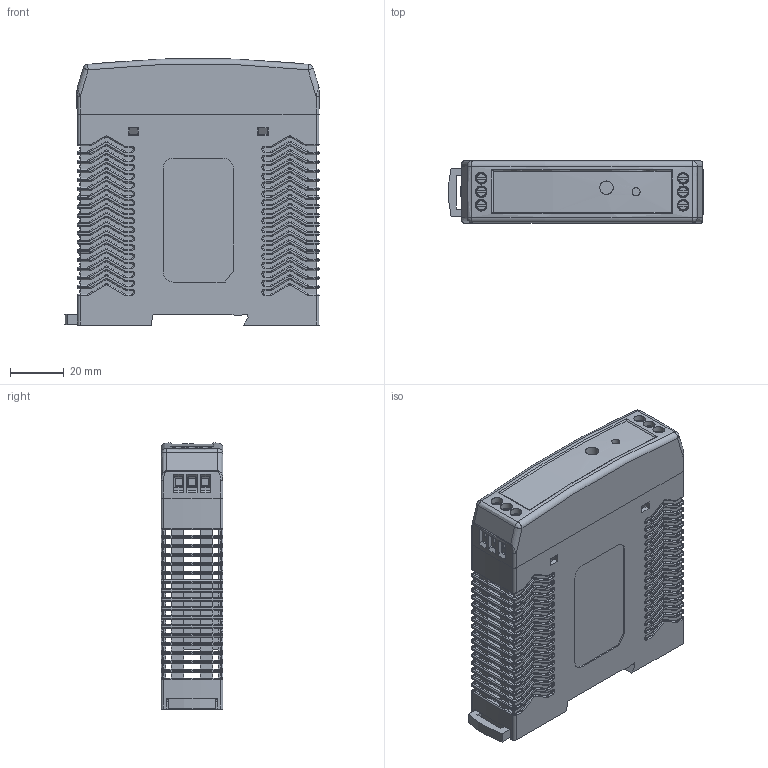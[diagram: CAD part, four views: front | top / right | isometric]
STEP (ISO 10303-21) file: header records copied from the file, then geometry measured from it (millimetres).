
FILE_DESCRIPTION(/* description */ (''),/* implementation_level */ '2;1');
FILE_NAME(/* name */ 'MGR010&20.stp',/* time_stamp */ '2023-07-21T14:25:15+08:00',/* author */ (''),/* organization */ (''),/* preprocessor_version */ 'ST-DEVELOPER v19.3',/* originating_system */ 'SIEMENS PLM Software NX2212.3001',/* authorisation */ '');
FILE_SCHEMA (('AP203_CONFIGURATION_CONTROLLED_3D_DESIGN_OF_MECHANICAL_PARTS_AND_ASSEMBLIES_MIM_LF { 1 0 10303 403 2 1 2}'));
Products named in the file (7): MGR010&020P02电路板; A01J1DZP0000034; A04SJKK00000003; A04SJSJK0000001; A04SJSJK0000002; MGR010&20电路板装配_MODEL; MGR010&20
Assembly tree (7 placements, depth 3):
  MGR010&20
    MGR010&20电路板装配_MODEL
      MGR010&020P02电路板
    A04SJSJK0000002
    A04SJSJK0000001
    A04SJKK00000003
    A01J1DZP0000034  x2
Bounding box: 94.59 x 23 x 98.83 mm (x, y, z)
Volume: 66024.7 mm3; surface area: 80582.1 mm2
Topology: 8 solids, 12 shells, 3775 faces, 10522 edges, 6570 vertices
Faces by surface type: plane 1569, cylinder 1335, torus 714, cone 96, extrusion 37, bspline 20, sphere 4
Full cylindrical faces by diameter (mm): 3 x1, 4.3 x6, 5 x1
Entity records: 110917 total; most frequent: CARTESIAN_POINT 21006, DIRECTION 19833, ORIENTED_EDGE 18712, EDGE_CURVE 9356, AXIS2_PLACEMENT_3D 7391, VERTEX_POINT 5809, VECTOR 5051, LINE 5014
